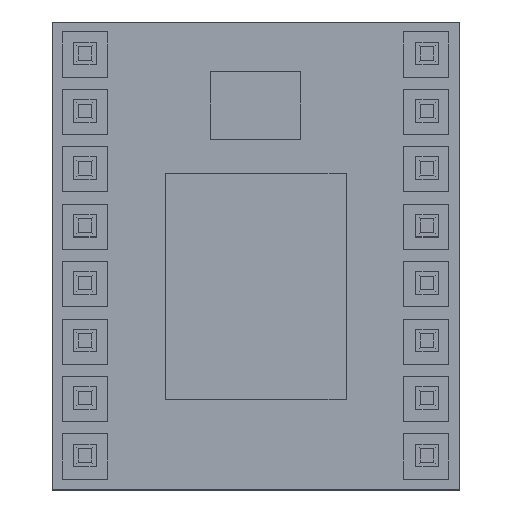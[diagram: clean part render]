
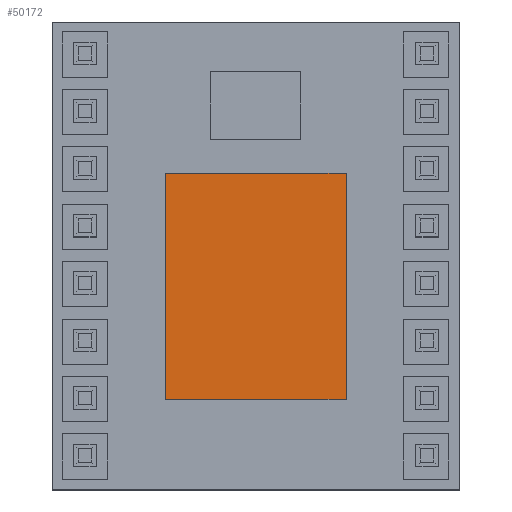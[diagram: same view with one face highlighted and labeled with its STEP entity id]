
A CAD part, top view. The second image highlights one B-rep face of the part: STEP entity #50172.
In plain terms, the highlighted planar face has unit normal (0, 0, 1).
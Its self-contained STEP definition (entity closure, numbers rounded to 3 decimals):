
#49858 = VERTEX_POINT('',#49859);
#49859 = CARTESIAN_POINT('',(5.,4.,1.));
#49866 = PLANE('',#49867);
#49867 = AXIS2_PLACEMENT_3D('',#49868,#49869,#49870);
#49868 = CARTESIAN_POINT('',(5.,4.,0.));
#49869 = DIRECTION('',(0.,1.,0.));
#49870 = DIRECTION('',(1.,0.,0.));
#49878 = PLANE('',#49879);
#49879 = AXIS2_PLACEMENT_3D('',#49880,#49881,#49882);
#49880 = CARTESIAN_POINT('',(5.,14.,0.));
#49881 = DIRECTION('',(1.,0.,0.));
#49882 = DIRECTION('',(0.,-1.,0.));
#49890 = EDGE_CURVE('',#49858,#49891,#49893,.T.);
#49891 = VERTEX_POINT('',#49892);
#49892 = CARTESIAN_POINT('',(13.,4.,1.));
#49893 = SURFACE_CURVE('',#49894,(#49898,#49905),.PCURVE_S1.);
#49894 = LINE('',#49895,#49896);
#49895 = CARTESIAN_POINT('',(5.,4.,1.));
#49896 = VECTOR('',#49897,1.);
#49897 = DIRECTION('',(1.,0.,0.));
#49898 = PCURVE('',#49866,#49899);
#49899 = DEFINITIONAL_REPRESENTATION('',(#49900),#49904);
#49900 = LINE('',#49901,#49902);
#49901 = CARTESIAN_POINT('',(0.,-1.));
#49902 = VECTOR('',#49903,1.);
#49903 = DIRECTION('',(1.,0.));
#49904 = ( GEOMETRIC_REPRESENTATION_CONTEXT(2) 
PARAMETRIC_REPRESENTATION_CONTEXT() REPRESENTATION_CONTEXT('2D SPACE',''
  ) );
#49905 = PCURVE('',#49906,#49911);
#49906 = PLANE('',#49907);
#49907 = AXIS2_PLACEMENT_3D('',#49908,#49909,#49910);
#49908 = CARTESIAN_POINT('',(5.,4.,1.));
#49909 = DIRECTION('',(0.,0.,-1.));
#49910 = DIRECTION('',(-1.,0.,0.));
#49911 = DEFINITIONAL_REPRESENTATION('',(#49912),#49916);
#49912 = LINE('',#49913,#49914);
#49913 = CARTESIAN_POINT('',(0.,0.));
#49914 = VECTOR('',#49915,1.);
#49915 = DIRECTION('',(-1.,0.));
#49916 = ( GEOMETRIC_REPRESENTATION_CONTEXT(2) 
PARAMETRIC_REPRESENTATION_CONTEXT() REPRESENTATION_CONTEXT('2D SPACE',''
  ) );
#49934 = PLANE('',#49935);
#49935 = AXIS2_PLACEMENT_3D('',#49936,#49937,#49938);
#49936 = CARTESIAN_POINT('',(13.,4.,0.));
#49937 = DIRECTION('',(-1.,0.,0.));
#49938 = DIRECTION('',(0.,1.,0.));
#49976 = EDGE_CURVE('',#49891,#49977,#49979,.T.);
#49977 = VERTEX_POINT('',#49978);
#49978 = CARTESIAN_POINT('',(13.,14.,1.));
#49979 = SURFACE_CURVE('',#49980,(#49984,#49991),.PCURVE_S1.);
#49980 = LINE('',#49981,#49982);
#49981 = CARTESIAN_POINT('',(13.,4.,1.));
#49982 = VECTOR('',#49983,1.);
#49983 = DIRECTION('',(0.,1.,0.));
#49984 = PCURVE('',#49934,#49985);
#49985 = DEFINITIONAL_REPRESENTATION('',(#49986),#49990);
#49986 = LINE('',#49987,#49988);
#49987 = CARTESIAN_POINT('',(0.,-1.));
#49988 = VECTOR('',#49989,1.);
#49989 = DIRECTION('',(1.,0.));
#49990 = ( GEOMETRIC_REPRESENTATION_CONTEXT(2) 
PARAMETRIC_REPRESENTATION_CONTEXT() REPRESENTATION_CONTEXT('2D SPACE',''
  ) );
#49991 = PCURVE('',#49906,#49992);
#49992 = DEFINITIONAL_REPRESENTATION('',(#49993),#49997);
#49993 = LINE('',#49994,#49995);
#49994 = CARTESIAN_POINT('',(-8.,0.));
#49995 = VECTOR('',#49996,1.);
#49996 = DIRECTION('',(0.,1.));
#49997 = ( GEOMETRIC_REPRESENTATION_CONTEXT(2) 
PARAMETRIC_REPRESENTATION_CONTEXT() REPRESENTATION_CONTEXT('2D SPACE',''
  ) );
#50015 = PLANE('',#50016);
#50016 = AXIS2_PLACEMENT_3D('',#50017,#50018,#50019);
#50017 = CARTESIAN_POINT('',(13.,14.,0.));
#50018 = DIRECTION('',(0.,-1.,0.));
#50019 = DIRECTION('',(-1.,0.,0.));
#50052 = EDGE_CURVE('',#49977,#50053,#50055,.T.);
#50053 = VERTEX_POINT('',#50054);
#50054 = CARTESIAN_POINT('',(5.,14.,1.));
#50055 = SURFACE_CURVE('',#50056,(#50060,#50067),.PCURVE_S1.);
#50056 = LINE('',#50057,#50058);
#50057 = CARTESIAN_POINT('',(13.,14.,1.));
#50058 = VECTOR('',#50059,1.);
#50059 = DIRECTION('',(-1.,0.,0.));
#50060 = PCURVE('',#50015,#50061);
#50061 = DEFINITIONAL_REPRESENTATION('',(#50062),#50066);
#50062 = LINE('',#50063,#50064);
#50063 = CARTESIAN_POINT('',(0.,-1.));
#50064 = VECTOR('',#50065,1.);
#50065 = DIRECTION('',(1.,0.));
#50066 = ( GEOMETRIC_REPRESENTATION_CONTEXT(2) 
PARAMETRIC_REPRESENTATION_CONTEXT() REPRESENTATION_CONTEXT('2D SPACE',''
  ) );
#50067 = PCURVE('',#49906,#50068);
#50068 = DEFINITIONAL_REPRESENTATION('',(#50069),#50073);
#50069 = LINE('',#50070,#50071);
#50070 = CARTESIAN_POINT('',(-8.,10.));
#50071 = VECTOR('',#50072,1.);
#50072 = DIRECTION('',(1.,0.));
#50073 = ( GEOMETRIC_REPRESENTATION_CONTEXT(2) 
PARAMETRIC_REPRESENTATION_CONTEXT() REPRESENTATION_CONTEXT('2D SPACE',''
  ) );
#50123 = EDGE_CURVE('',#50053,#49858,#50124,.T.);
#50124 = SURFACE_CURVE('',#50125,(#50129,#50136),.PCURVE_S1.);
#50125 = LINE('',#50126,#50127);
#50126 = CARTESIAN_POINT('',(5.,14.,1.));
#50127 = VECTOR('',#50128,1.);
#50128 = DIRECTION('',(0.,-1.,0.));
#50129 = PCURVE('',#49878,#50130);
#50130 = DEFINITIONAL_REPRESENTATION('',(#50131),#50135);
#50131 = LINE('',#50132,#50133);
#50132 = CARTESIAN_POINT('',(0.,-1.));
#50133 = VECTOR('',#50134,1.);
#50134 = DIRECTION('',(1.,0.));
#50135 = ( GEOMETRIC_REPRESENTATION_CONTEXT(2) 
PARAMETRIC_REPRESENTATION_CONTEXT() REPRESENTATION_CONTEXT('2D SPACE',''
  ) );
#50136 = PCURVE('',#49906,#50137);
#50137 = DEFINITIONAL_REPRESENTATION('',(#50138),#50142);
#50138 = LINE('',#50139,#50140);
#50139 = CARTESIAN_POINT('',(0.,10.));
#50140 = VECTOR('',#50141,1.);
#50141 = DIRECTION('',(0.,-1.));
#50142 = ( GEOMETRIC_REPRESENTATION_CONTEXT(2) 
PARAMETRIC_REPRESENTATION_CONTEXT() REPRESENTATION_CONTEXT('2D SPACE',''
  ) );
#50172 = ADVANCED_FACE('',(#50173),#49906,.F.);
#50173 = FACE_BOUND('',#50174,.T.);
#50174 = EDGE_LOOP('',(#50175,#50176,#50177,#50178));
#50175 = ORIENTED_EDGE('',*,*,#49890,.T.);
#50176 = ORIENTED_EDGE('',*,*,#49976,.T.);
#50177 = ORIENTED_EDGE('',*,*,#50052,.T.);
#50178 = ORIENTED_EDGE('',*,*,#50123,.T.);
